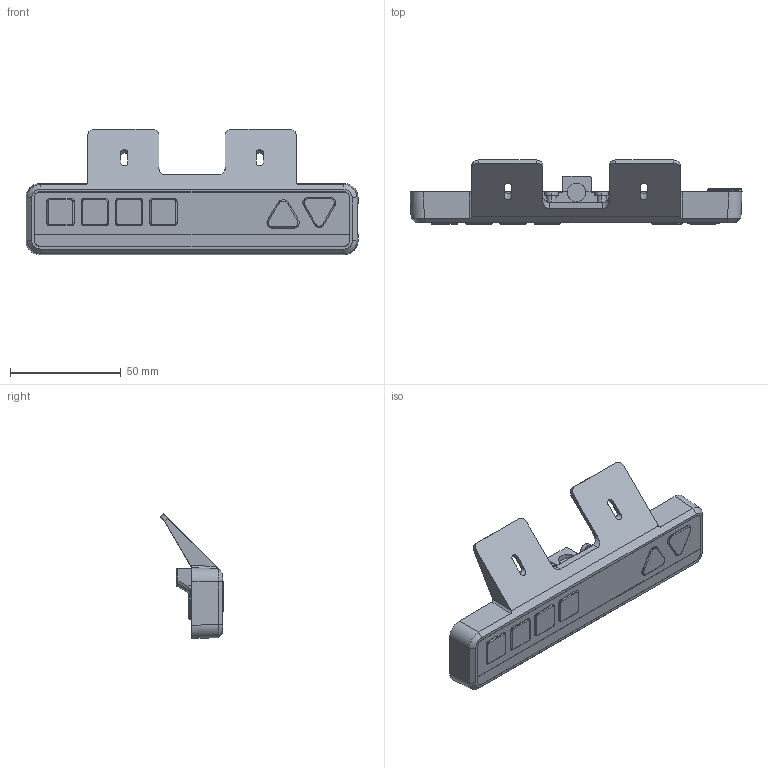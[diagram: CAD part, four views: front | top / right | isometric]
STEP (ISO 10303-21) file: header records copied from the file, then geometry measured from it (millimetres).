
FILE_DESCRIPTION (( 'STEP AP203' ), '1' );
FILE_NAME ('MotionAssist100.06.USB.STEP', '2020-01-30T06:26:01', ( '' ), ( '' ), 'SwSTEP 2.0', 'SolidWorks 2018', '' );
FILE_SCHEMA (( 'CONFIG_CONTROL_DESIGN' ));
Length unit declared in the file: millimetre
Products named in the file (1): MotionAssist100.06.USB
Bounding box: 150 x 28.87 x 56.54 mm (x, y, z)
Volume: 70770.2 mm3; surface area: 22521.9 mm2
Topology: 1 solids, 1 shells, 410 faces, 1072 edges, 684 vertices
Faces by surface type: plane 221, cylinder 146, bspline 37, cone 6
Entity records: 14095 total; most frequent: CARTESIAN_POINT 4125, ORIENTED_EDGE 2136, DIRECTION 1983, EDGE_CURVE 1068, VECTOR 695, LINE 695, VERTEX_POINT 684, AXIS2_PLACEMENT_3D 644
